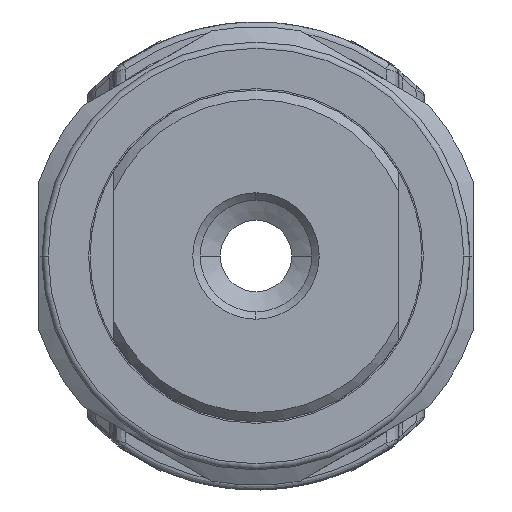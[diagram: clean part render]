
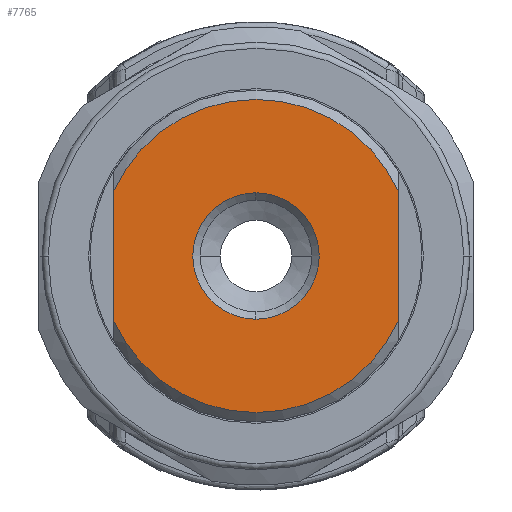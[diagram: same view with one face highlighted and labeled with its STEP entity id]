
A CAD part, front view. The second image highlights one B-rep face of the part: STEP entity #7765.
In plain terms, the highlighted planar face has unit normal (0, -1, 0).
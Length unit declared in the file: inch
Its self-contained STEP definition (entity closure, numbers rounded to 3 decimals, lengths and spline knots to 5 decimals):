
#797 = CARTESIAN_POINT ( 'NONE',  ( 0., -7.24803, 0. ) ) ;
#1094 = FACE_OUTER_BOUND ( 'NONE', #17162, .T. ) ;
#1136 = DIRECTION ( 'NONE',  ( 0., 1., 0. ) ) ;
#2052 = DIRECTION ( 'NONE',  ( 0., 1., 0. ) ) ;
#2444 = VERTEX_POINT ( 'NONE', #13610 ) ;
#2800 = CARTESIAN_POINT ( 'NONE',  ( 0., -7.24803, 0. ) ) ;
#3589 = DIRECTION ( 'NONE',  ( 1., 0., 0. ) ) ;
#3950 = PLANE ( 'NONE',  #16497 ) ;
#4974 = AXIS2_PLACEMENT_3D ( 'NONE', #23495, #1136, #23123 ) ;
#5385 = CIRCLE ( 'NONE', #8257, 0.40157 ) ;
#6127 = CIRCLE ( 'NONE', #4974, 0.40157 ) ;
#7765 = ADVANCED_FACE ( 'NONE', ( #28152, #1094 ), #3950, .T. ) ;
#7841 = DIRECTION ( 'NONE',  ( 0., 0., 1. ) ) ;
#8257 = AXIS2_PLACEMENT_3D ( 'NONE', #2800, #11395, #16568 ) ;
#8841 = VERTEX_POINT ( 'NONE', #16925 ) ;
#8878 = DIRECTION ( 'NONE',  ( 0., 1., 0. ) ) ;
#9806 = CARTESIAN_POINT ( 'NONE',  ( 0.90551, -7.24803, 0.41021 ) ) ;
#11241 = CARTESIAN_POINT ( 'NONE',  ( 0.90551, -7.24803, -0.41021 ) ) ;
#11395 = DIRECTION ( 'NONE',  ( 0., 1., 0. ) ) ;
#12745 = ORIENTED_EDGE ( 'NONE', *, *, #16180, .T. ) ;
#12869 = ORIENTED_EDGE ( 'NONE', *, *, #30423, .T. ) ;
#13193 = CARTESIAN_POINT ( 'NONE',  ( -0.90551, -7.24803, 0.98425 ) ) ;
#13230 = VERTEX_POINT ( 'NONE', #25811 ) ;
#13339 = DIRECTION ( 'NONE',  ( -1., 0., 0. ) ) ;
#13569 = LINE ( 'NONE', #29708, #21237 ) ;
#13610 = CARTESIAN_POINT ( 'NONE',  ( -0.90551, -7.24803, 0.41021 ) ) ;
#14856 = CARTESIAN_POINT ( 'NONE',  ( -0.90551, -7.24803, -0.41021 ) ) ;
#14946 = VERTEX_POINT ( 'NONE', #14856 ) ;
#15773 = AXIS2_PLACEMENT_3D ( 'NONE', #35179, #2052, #13339 ) ;
#15931 = VERTEX_POINT ( 'NONE', #9806 ) ;
#16044 = LINE ( 'NONE', #13193, #26308 ) ;
#16180 = EDGE_CURVE ( 'NONE', #13230, #8841, #5385, .T. ) ;
#16393 = ORIENTED_EDGE ( 'NONE', *, *, #25111, .T. ) ;
#16497 = AXIS2_PLACEMENT_3D ( 'NONE', #22551, #30654, #3589 ) ;
#16568 = DIRECTION ( 'NONE',  ( 0., 0., -1. ) ) ;
#16925 = CARTESIAN_POINT ( 'NONE',  ( 0., -7.24803, -0.40157 ) ) ;
#17162 = EDGE_LOOP ( 'NONE', ( #19979, #32283, #12869, #35379 ) ) ;
#17692 = CIRCLE ( 'NONE', #31434, 0.99409 ) ;
#19979 = ORIENTED_EDGE ( 'NONE', *, *, #32762, .T. ) ;
#20508 = EDGE_CURVE ( 'NONE', #28500, #14946, #21508, .T. ) ;
#21237 = VECTOR ( 'NONE', #7841, 39.37008 ) ;
#21508 = CIRCLE ( 'NONE', #15773, 0.99409 ) ;
#22551 = CARTESIAN_POINT ( 'NONE',  ( 0., -7.24803, 0. ) ) ;
#23123 = DIRECTION ( 'NONE',  ( 0., 0., -1. ) ) ;
#23495 = CARTESIAN_POINT ( 'NONE',  ( 0., -7.24803, 0. ) ) ;
#24109 = DIRECTION ( 'NONE',  ( 0., 0., -1. ) ) ;
#25111 = EDGE_CURVE ( 'NONE', #8841, #13230, #6127, .T. ) ;
#25811 = CARTESIAN_POINT ( 'NONE',  ( 0., -7.24803, 0.40157 ) ) ;
#26308 = VECTOR ( 'NONE', #24109, 39.37008 ) ;
#28152 = FACE_BOUND ( 'NONE', #35061, .T. ) ;
#28500 = VERTEX_POINT ( 'NONE', #11241 ) ;
#29662 = EDGE_CURVE ( 'NONE', #2444, #15931, #17692, .T. ) ;
#29708 = CARTESIAN_POINT ( 'NONE',  ( 0.90551, -7.24803, 0.98425 ) ) ;
#30423 = EDGE_CURVE ( 'NONE', #2444, #14946, #16044, .T. ) ;
#30546 = DIRECTION ( 'NONE',  ( -1., 0., 0. ) ) ;
#30654 = DIRECTION ( 'NONE',  ( 0., -1., 0. ) ) ;
#31434 = AXIS2_PLACEMENT_3D ( 'NONE', #797, #8878, #30546 ) ;
#32283 = ORIENTED_EDGE ( 'NONE', *, *, #29662, .F. ) ;
#32762 = EDGE_CURVE ( 'NONE', #28500, #15931, #13569, .T. ) ;
#35061 = EDGE_LOOP ( 'NONE', ( #16393, #12745 ) ) ;
#35179 = CARTESIAN_POINT ( 'NONE',  ( 0., -7.24803, 0. ) ) ;
#35379 = ORIENTED_EDGE ( 'NONE', *, *, #20508, .F. ) ;
